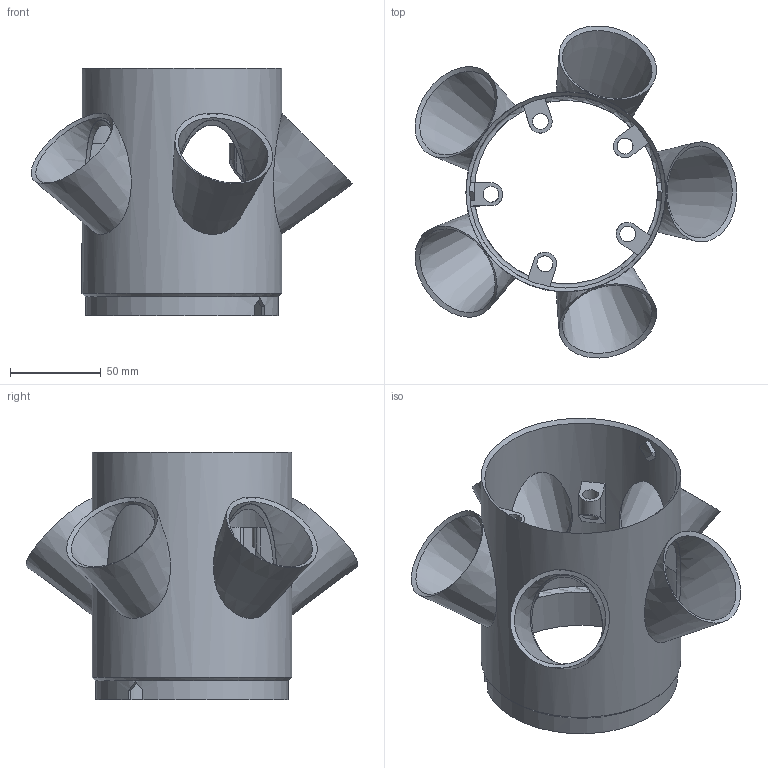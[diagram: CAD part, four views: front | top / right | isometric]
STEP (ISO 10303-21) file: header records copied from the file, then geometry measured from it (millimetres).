
FILE_DESCRIPTION(('HOOPS Exchange Step'),'2;1');
FILE_NAME('temp_export','2024-10-14T12:59:46-05:00',('mobile'),('Shapr3D Limited'),'HOOPS Exchange 2024.2','Shapr3D','Authorized');
FILE_SCHEMA( ('AP203_CONFIGURATION_CONTROLLED_3D_DESIGN_OF_MECHANICAL_PARTS_AND_ASSEMBLIES_MIM_LF') );
Length unit declared in the file: millimetre
Products named in the file (1): Body 09 (2)
Bounding box: 177.16 x 182.79 x 136.5 mm (x, y, z)
Volume: 140760.4 mm3; surface area: 128770.7 mm2
Topology: 1 solids, 1 shells, 93 faces, 276 edges, 188 vertices
Faces by surface type: plane 38, cylinder 28, cone 22, bspline 4, torus 1
Full cylindrical faces by diameter (mm): 8.8 x5, 101 x1, 106 x2, 110 x1
Entity records: 9444 total; most frequent: CARTESIAN_POINT 6994, ORIENTED_EDGE 524, DIRECTION 480, EDGE_CURVE 262, AXIS2_PLACEMENT_3D 185, VERTEX_POINT 181, EDGE_LOOP 123, FACE_BOUND 123
